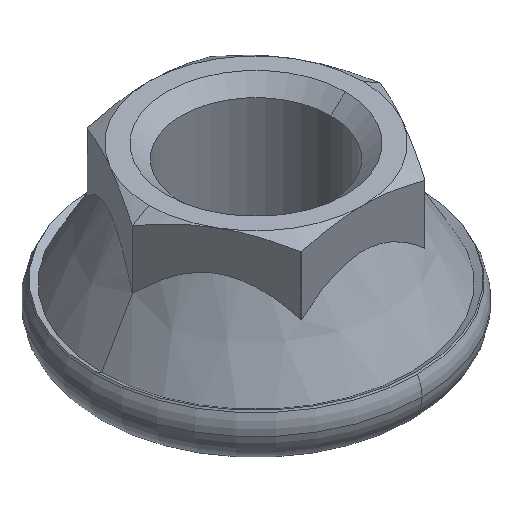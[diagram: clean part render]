
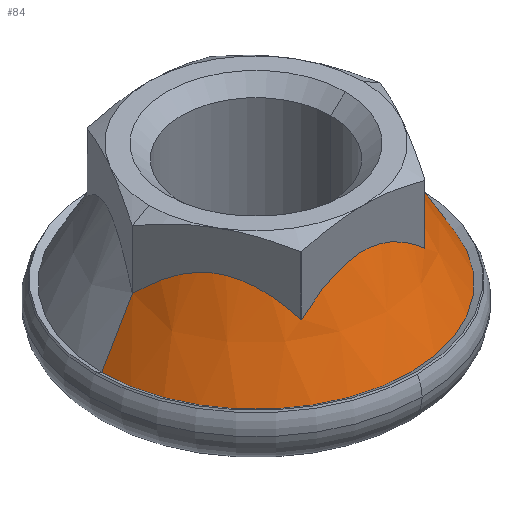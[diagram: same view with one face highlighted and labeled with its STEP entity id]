
A CAD part, isometric view. The second image highlights one B-rep face of the part: STEP entity #84.
In plain terms, the highlighted conical face has half-angle 30 degrees and reference radius 6.683 mm.
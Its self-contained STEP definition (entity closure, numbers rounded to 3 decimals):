
#84=ADVANCED_FACE('',(#136),#137,.T.);
#136=FACE_OUTER_BOUND('',#222,.T.);
#137=CONICAL_SURFACE('',#223,6.683,0.524);
#222=EDGE_LOOP('',(#356,#357,#358,#359,#360,#361,#362,#363,#364,#365));
#223=AXIS2_PLACEMENT_3D('',#366,#367,#368);
#356=ORIENTED_EDGE('',*,*,#647,.F.);
#357=ORIENTED_EDGE('',*,*,#648,.T.);
#358=ORIENTED_EDGE('',*,*,#649,.F.);
#359=ORIENTED_EDGE('',*,*,#650,.F.);
#360=ORIENTED_EDGE('',*,*,#651,.F.);
#361=ORIENTED_EDGE('',*,*,#652,.F.);
#362=ORIENTED_EDGE('',*,*,#653,.F.);
#363=ORIENTED_EDGE('',*,*,#654,.F.);
#364=ORIENTED_EDGE('',*,*,#655,.F.);
#365=ORIENTED_EDGE('',*,*,#656,.F.);
#366=CARTESIAN_POINT('',(0.0,0.,6.206));
#367=DIRECTION('',(-0.0,0.,-1.0));
#368=DIRECTION('',(-1.0,0.0,0.0));
#647=EDGE_CURVE('',#751,#746,#771,.T.);
#648=EDGE_CURVE('',#751,#754,#772,.T.);
#649=EDGE_CURVE('',#725,#754,#773,.T.);
#650=EDGE_CURVE('',#774,#725,#775,.T.);
#651=EDGE_CURVE('',#776,#774,#777,.T.);
#652=EDGE_CURVE('',#778,#776,#779,.T.);
#653=EDGE_CURVE('',#780,#778,#781,.T.);
#654=EDGE_CURVE('',#782,#780,#783,.T.);
#655=EDGE_CURVE('',#784,#782,#785,.T.);
#656=EDGE_CURVE('',#746,#784,#786,.T.);
#725=VERTEX_POINT('',#883);
#746=VERTEX_POINT('',#930);
#751=VERTEX_POINT('',#937);
#754=VERTEX_POINT('',#941);
#771=LINE('',#961,#962);
#772=CIRCLE('',#963,8.642);
#773=LINE('',#964,#965);
#774=VERTEX_POINT('',#966);
#775=CIRCLE('',#967,6.918);
#776=VERTEX_POINT('',#968);
#777=(B_SPLINE_CURVE(2,(#970,#971,#972),.UNSPECIFIED.,.F.,.F.)B_SPLINE_CURVE_WITH_KNOTS((3,3),(0.0,15.445),.UNSPECIFIED.)RATIONAL_B_SPLINE_CURVE((1.0,1.44,1.0))BOUNDED_CURVE()REPRESENTATION_ITEM('')GEOMETRIC_REPRESENTATION_ITEM()CURVE());
#778=VERTEX_POINT('',#979);
#779=CIRCLE('',#980,6.918);
#780=VERTEX_POINT('',#981);
#781=(B_SPLINE_CURVE(2,(#983,#984,#985),.UNSPECIFIED.,.F.,.F.)B_SPLINE_CURVE_WITH_KNOTS((3,3),(0.0,15.445),.UNSPECIFIED.)RATIONAL_B_SPLINE_CURVE((1.0,1.44,1.0))BOUNDED_CURVE()REPRESENTATION_ITEM('')GEOMETRIC_REPRESENTATION_ITEM()CURVE());
#782=VERTEX_POINT('',#992);
#783=CIRCLE('',#993,6.918);
#784=VERTEX_POINT('',#994);
#785=(B_SPLINE_CURVE(2,(#996,#997,#998),.UNSPECIFIED.,.F.,.F.)B_SPLINE_CURVE_WITH_KNOTS((3,3),(0.0,15.445),.UNSPECIFIED.)RATIONAL_B_SPLINE_CURVE((1.0,1.44,1.0))BOUNDED_CURVE()REPRESENTATION_ITEM('')GEOMETRIC_REPRESENTATION_ITEM()CURVE());
#786=CIRCLE('',#1005,6.918);
#883=CARTESIAN_POINT('',(6.918,0.,5.798));
#930=CARTESIAN_POINT('',(-6.918,0.,5.798));
#937=CARTESIAN_POINT('',(-8.642,0.,2.812));
#941=CARTESIAN_POINT('',(8.642,0.,2.812));
#961=CARTESIAN_POINT('',(-6.683,0.,6.206));
#962=VECTOR('',#1318,1.0);
#963=AXIS2_PLACEMENT_3D('',#1319,#1320,#1321);
#964=CARTESIAN_POINT('',(6.683,0.,6.206));
#965=VECTOR('',#1322,1.0);
#966=CARTESIAN_POINT('',(6.918,-0.018,5.798));
#967=AXIS2_PLACEMENT_3D('',#1323,#1324,#1325);
#968=CARTESIAN_POINT('',(3.474,-5.982,5.798));
#970=CARTESIAN_POINT('',(2.086,-8.387,2.812));
#971=CARTESIAN_POINT('',(5.196,-3.0,10.566));
#972=CARTESIAN_POINT('',(8.306,2.387,2.812));
#979=CARTESIAN_POINT('',(3.444,-6.0,5.798));
#980=AXIS2_PLACEMENT_3D('',#1326,#1327,#1328);
#981=CARTESIAN_POINT('',(-3.444,-6.0,5.798));
#983=CARTESIAN_POINT('',(-6.22,-6.0,2.812));
#984=CARTESIAN_POINT('',(0.,-6.0,10.566));
#985=CARTESIAN_POINT('',(6.22,-6.0,2.812));
#992=CARTESIAN_POINT('',(-3.474,-5.982,5.798));
#993=AXIS2_PLACEMENT_3D('',#1329,#1330,#1331);
#994=CARTESIAN_POINT('',(-6.918,-0.018,5.798));
#996=CARTESIAN_POINT('',(-8.306,2.387,2.812));
#997=CARTESIAN_POINT('',(-5.196,-3.0,10.566));
#998=CARTESIAN_POINT('',(-2.086,-8.387,2.812));
#1005=AXIS2_PLACEMENT_3D('',#1332,#1333,#1334);
#1318=DIRECTION('',(0.5,0.,0.866));
#1319=CARTESIAN_POINT('',(0.0,0.,2.812));
#1320=DIRECTION('',(0.0,0.,1.0));
#1321=DIRECTION('',(-1.0,0.0,0.0));
#1322=DIRECTION('',(0.5,0.,-0.866));
#1323=CARTESIAN_POINT('',(0.0,0.,5.798));
#1324=DIRECTION('',(-0.0,0.,1.0));
#1325=DIRECTION('',(1.0,0.0,0.0));
#1326=CARTESIAN_POINT('',(0.0,0.,5.798));
#1327=DIRECTION('',(-0.0,0.,1.0));
#1328=DIRECTION('',(1.0,0.0,0.0));
#1329=CARTESIAN_POINT('',(0.0,0.,5.798));
#1330=DIRECTION('',(-0.0,0.,1.0));
#1331=DIRECTION('',(1.0,0.0,0.0));
#1332=CARTESIAN_POINT('',(0.0,0.,5.798));
#1333=DIRECTION('',(-0.0,0.,1.0));
#1334=DIRECTION('',(1.0,0.0,0.0));
